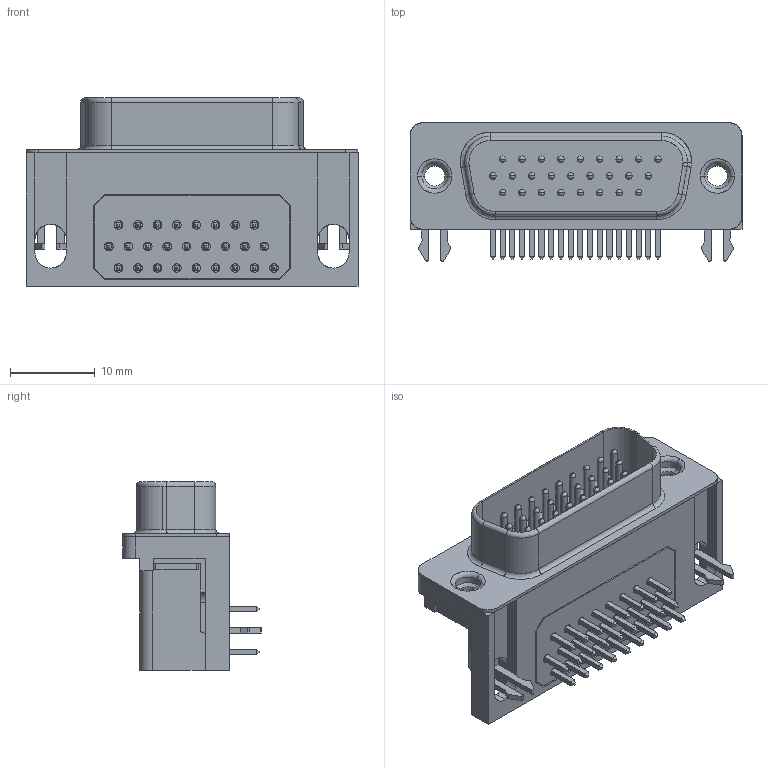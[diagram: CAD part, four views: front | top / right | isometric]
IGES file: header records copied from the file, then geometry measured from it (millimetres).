
Start section: SolidWorks IGES file using analytic representation for surfaces
Global section: file name: CKelleher'KF66X-A26P-N_rA3.IGS; native system: SolidWorks 2007; preprocessor: SolidWorks 2007; author: Ckelleher; date: 120208.133747; units: millimetre
Bounding box: 39.14 x 16.3 x 22.22 mm (x, y, z)
Surface area: 4793.6 mm2 (no closed solid volume)
Topology: 0 solids, 0 shells, 631 faces, 4686 edges, 4634 vertices
Faces by surface type: bspline 389, revolution 242
